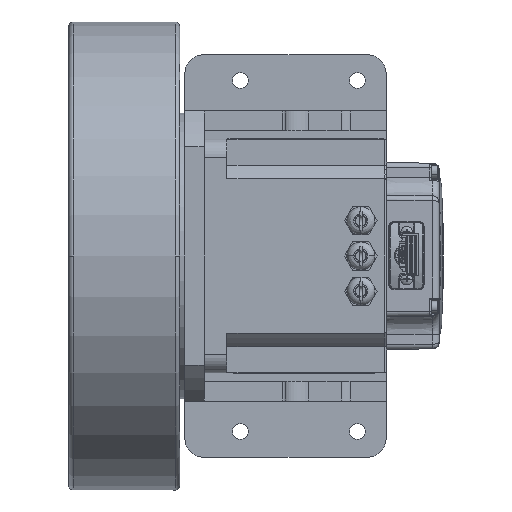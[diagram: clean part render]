
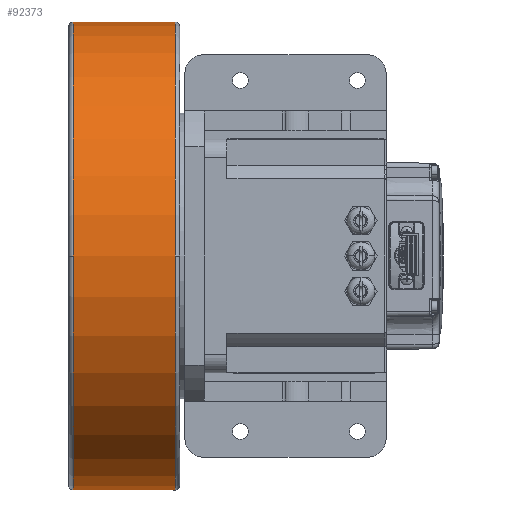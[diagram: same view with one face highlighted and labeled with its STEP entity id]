
A CAD part, front view. The second image highlights one B-rep face of the part: STEP entity #92373.
In plain terms, the highlighted cylindrical face has radius 100 mm (diameter 200 mm), a partial arc.
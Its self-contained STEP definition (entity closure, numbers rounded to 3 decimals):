
#92206=DIRECTION('',(1.,0.,0.));
#92207=VECTOR('',#92206,43.5);
#92208=CARTESIAN_POINT('',(-169.8,-46.315,100.));
#92209=LINE('',#92208,#92207);
#92220=CARTESIAN_POINT('',(-126.3,-46.315,
0.));
#92221=DIRECTION('',(1.,0.,0.));
#92222=DIRECTION('',(0.,1.,0.));
#92223=AXIS2_PLACEMENT_3D('',#92220,#92221,#92222);
#92225=CARTESIAN_POINT('',(-126.3,-46.315,
0.));
#92226=DIRECTION('',(1.,0.,0.));
#92227=DIRECTION('',(0.,0.,-1.));
#92228=AXIS2_PLACEMENT_3D('',#92225,#92226,#92227);
#92240=DIRECTION('',(1.,0.,0.));
#92241=VECTOR('',#92240,43.5);
#92242=CARTESIAN_POINT('',(-169.8,-46.315,-100.));
#92243=LINE('',#92242,#92241);
#92254=CARTESIAN_POINT('',(-169.8,-46.315,
0.));
#92255=DIRECTION('',(-1.,0.,0.));
#92256=DIRECTION('',(0.,1.,0.));
#92257=AXIS2_PLACEMENT_3D('',#92254,#92255,#92256);
#92284=CARTESIAN_POINT('',(-169.8,-46.315,
0.));
#92285=DIRECTION('',(-1.,0.,0.));
#92286=DIRECTION('',(0.,0.,1.));
#92287=AXIS2_PLACEMENT_3D('',#92284,#92285,#92286);
#92323=CARTESIAN_POINT('',(-169.8,-46.315,100.));
#92325=VERTEX_POINT('',#92323);
#92326=CARTESIAN_POINT('',(-126.3,-46.315,100.));
#92328=VERTEX_POINT('',#92326);
#92336=CARTESIAN_POINT('',(-169.8,-46.315,-100.));
#92337=CARTESIAN_POINT('',(-126.3,-46.315,-100.));
#92338=VERTEX_POINT('',#92336);
#92339=VERTEX_POINT('',#92337);
#92346=CARTESIAN_POINT('',(-169.8,53.685,
0.));
#92347=VERTEX_POINT('',#92346);
#92350=CARTESIAN_POINT('',(-126.3,53.685,
0.));
#92351=VERTEX_POINT('',#92350);
#92354=CARTESIAN_POINT('',(158.542,-46.315,
0.));
#92355=DIRECTION('',(-1.,0.,0.));
#92356=DIRECTION('',(0.,0.,1.));
#92357=AXIS2_PLACEMENT_3D('',#92354,#92355,#92356);
#92358=CYLINDRICAL_SURFACE('',#92357,100.);
#92360=ORIENTED_EDGE('',*,*,#92359,.T.);
#92362=ORIENTED_EDGE('',*,*,#92361,.F.);
#92364=ORIENTED_EDGE('',*,*,#92363,.T.);
#92366=ORIENTED_EDGE('',*,*,#92365,.T.);
#92368=ORIENTED_EDGE('',*,*,#92367,.T.);
#92370=ORIENTED_EDGE('',*,*,#92369,.T.);
#92371=EDGE_LOOP('',(#92360,#92362,#92364,#92366,#92368,#92370));
#92372=FACE_OUTER_BOUND('',#92371,.F.);
#92373=ADVANCED_FACE('',(#92372),#92358,.T.);
#92224=CIRCLE('',#92223,100.);
#92229=CIRCLE('',#92228,100.);
#92258=CIRCLE('',#92257,100.);
#92288=CIRCLE('',#92287,100.);
#92359=EDGE_CURVE('',#92351,#92328,#92224,.T.);
#92361=EDGE_CURVE('',#92325,#92328,#92209,.T.);
#92363=EDGE_CURVE('',#92325,#92347,#92288,.T.);
#92365=EDGE_CURVE('',#92347,#92338,#92258,.T.);
#92367=EDGE_CURVE('',#92338,#92339,#92243,.T.);
#92369=EDGE_CURVE('',#92339,#92351,#92229,.T.);
